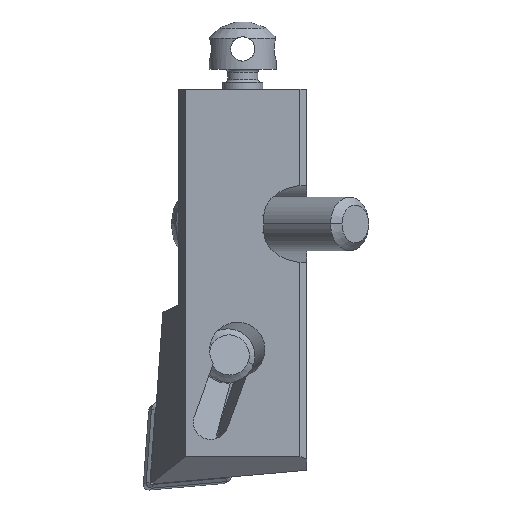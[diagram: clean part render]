
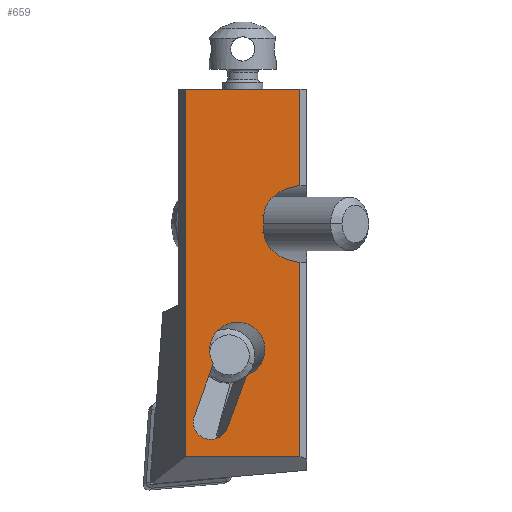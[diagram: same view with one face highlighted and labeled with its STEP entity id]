
A CAD part, front view. The second image highlights one B-rep face of the part: STEP entity #659.
In plain terms, the highlighted planar face has unit normal (0, -1, 0).
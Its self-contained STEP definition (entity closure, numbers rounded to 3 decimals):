
#659=ADVANCED_FACE('',(#957,#958),#868,.F.);
#868=PLANE('',#3894);
#957=FACE_BOUND('',#991,.T.);
#958=FACE_BOUND('',#992,.T.);
#991=EDGE_LOOP('',(#1234,#1235,#1236,#1237,#1238,#1239,#1240,#1241));
#992=EDGE_LOOP('',(#1242,#1243,#1244,#1245,#1246));
#1217=ELLIPSE('',#3889,6.364,4.5);
#1218=ELLIPSE('',#3890,6.364,4.5);
#1219=ELLIPSE('',#3891,2.647,2.6);
#1220=ELLIPSE('',#3892,4.135,4.063);
#1221=ELLIPSE('',#3893,4.135,4.063);
#1234=ORIENTED_EDGE('',*,*,#2663,.T.);
#1235=ORIENTED_EDGE('',*,*,#2664,.T.);
#1236=ORIENTED_EDGE('',*,*,#2665,.T.);
#1237=ORIENTED_EDGE('',*,*,#2666,.T.);
#1238=ORIENTED_EDGE('',*,*,#2667,.T.);
#1239=ORIENTED_EDGE('',*,*,#2668,.T.);
#1240=ORIENTED_EDGE('',*,*,#2669,.T.);
#1241=ORIENTED_EDGE('',*,*,#2670,.F.);
#1242=ORIENTED_EDGE('',*,*,#2671,.T.);
#1243=ORIENTED_EDGE('',*,*,#2672,.T.);
#1244=ORIENTED_EDGE('',*,*,#2673,.T.);
#1245=ORIENTED_EDGE('',*,*,#2674,.T.);
#1246=ORIENTED_EDGE('',*,*,#2675,.T.);
#2316=VERTEX_POINT('',#5427);
#2317=VERTEX_POINT('',#5428);
#2318=VERTEX_POINT('',#5430);
#2319=VERTEX_POINT('',#5432);
#2320=VERTEX_POINT('',#5434);
#2321=VERTEX_POINT('',#5436);
#2322=VERTEX_POINT('',#5438);
#2323=VERTEX_POINT('',#5440);
#2324=VERTEX_POINT('',#5443);
#2325=VERTEX_POINT('',#5444);
#2326=VERTEX_POINT('',#5446);
#2327=VERTEX_POINT('',#5448);
#2328=VERTEX_POINT('',#5450);
#2663=EDGE_CURVE('',#2316,#2317,#3204,.T.);
#2664=EDGE_CURVE('',#2317,#2318,#1217,.T.);
#2665=EDGE_CURVE('',#2318,#2319,#3205,.T.);
#2666=EDGE_CURVE('',#2319,#2320,#3206,.T.);
#2667=EDGE_CURVE('',#2320,#2321,#3207,.T.);
#2668=EDGE_CURVE('',#2321,#2322,#3208,.T.);
#2669=EDGE_CURVE('',#2322,#2323,#3209,.T.);
#2670=EDGE_CURVE('',#2316,#2323,#1218,.T.);
#2671=EDGE_CURVE('',#2324,#2325,#1219,.T.);
#2672=EDGE_CURVE('',#2325,#2326,#3210,.T.);
#2673=EDGE_CURVE('',#2326,#2327,#1220,.T.);
#2674=EDGE_CURVE('',#2327,#2328,#1221,.T.);
#2675=EDGE_CURVE('',#2328,#2324,#3211,.T.);
#3204=LINE('',#5426,#3464);
#3205=LINE('',#5431,#3465);
#3206=LINE('',#5433,#3466);
#3207=LINE('',#5435,#3467);
#3208=LINE('',#5437,#3468);
#3209=LINE('',#5439,#3469);
#3210=LINE('',#5445,#3470);
#3211=LINE('',#5451,#3471);
#3464=VECTOR('',#4343,1.);
#3465=VECTOR('',#4346,1.);
#3466=VECTOR('',#4347,1.);
#3467=VECTOR('',#4348,1.);
#3468=VECTOR('',#4349,1.);
#3469=VECTOR('',#4350,1.);
#3470=VECTOR('',#4355,1.);
#3471=VECTOR('',#4360,1.);
#3889=AXIS2_PLACEMENT_3D('',#5429,#4344,#4345);
#3890=AXIS2_PLACEMENT_3D('',#5441,#4351,#4352);
#3891=AXIS2_PLACEMENT_3D('',#5442,#4353,#4354);
#3892=AXIS2_PLACEMENT_3D('',#5447,#4356,#4357);
#3893=AXIS2_PLACEMENT_3D('',#5449,#4358,#4359);
#3894=AXIS2_PLACEMENT_3D('',#5452,#4361,#4362);
#4343=DIRECTION('',(0.,0.,1.));
#4344=DIRECTION('',(0.,1.,0.));
#4345=DIRECTION('',(-1.,0.,0.));
#4346=DIRECTION('',(0.,0.,1.));
#4347=DIRECTION('',(-1.,0.,0.));
#4348=DIRECTION('',(0.,0.,-1.));
#4349=DIRECTION('',(1.,0.,0.));
#4350=DIRECTION('',(0.,0.,1.));
#4351=DIRECTION('',(0.,-1.,0.));
#4352=DIRECTION('',(-1.,0.,0.));
#4353=DIRECTION('',(0.,1.,0.));
#4354=DIRECTION('',(-0.833,0.,-0.553));
#4355=DIRECTION('',(0.343,0.,0.939));
#4356=DIRECTION('',(0.,1.,0.));
#4357=DIRECTION('',(-0.833,0.,-0.553));
#4358=DIRECTION('',(0.,1.,0.));
#4359=DIRECTION('',(-0.833,0.,-0.553));
#4360=DIRECTION('',(-0.343,0.,-0.939));
#4361=DIRECTION('',(0.,1.,0.));
#4362=DIRECTION('',(0.,0.,-1.));
#5426=CARTESIAN_POINT('',(-6.364,0.,-21.25));
#5427=CARTESIAN_POINT('',(-6.364,0.,-21.25));
#5428=CARTESIAN_POINT('',(-6.364,0.,-18.75));
#5429=CARTESIAN_POINT('',(0.,0.,-18.75));
#5430=CARTESIAN_POINT('',(-1.,0.,-14.306));
#5431=CARTESIAN_POINT('',(-1.,0.,-14.306));
#5432=CARTESIAN_POINT('',(-1.,0.,0.));
#5433=CARTESIAN_POINT('',(-1.,0.,0.));
#5434=CARTESIAN_POINT('',(-17.966,0.,0.));
#5435=CARTESIAN_POINT('',(-17.966,0.,0.));
#5436=CARTESIAN_POINT('',(-17.966,0.,-54.527));
#5437=CARTESIAN_POINT('',(-17.966,0.,-54.527));
#5438=CARTESIAN_POINT('',(-1.,0.,-54.527));
#5439=CARTESIAN_POINT('',(-1.,0.,-54.527));
#5440=CARTESIAN_POINT('',(-1.,0.,-25.694));
#5441=CARTESIAN_POINT('',(0.,0.,-21.25));
#5442=CARTESIAN_POINT('',(-14.227,0.,-49.386));
#5443=CARTESIAN_POINT('',(-11.754,0.,-50.242));
#5444=CARTESIAN_POINT('',(-16.7,0.,-48.53));
#5445=CARTESIAN_POINT('',(-16.7,0.,-48.53));
#5446=CARTESIAN_POINT('',(-13.87,0.,-40.784));
#5447=CARTESIAN_POINT('',(-10.314,0.,-38.673));
#5448=CARTESIAN_POINT('',(-10.247,0.,-34.589));
#5449=CARTESIAN_POINT('',(-10.314,0.,-38.673));
#5450=CARTESIAN_POINT('',(-8.924,0.,-42.495));
#5451=CARTESIAN_POINT('',(-8.924,0.,-42.495));
#5452=CARTESIAN_POINT('',(-9.483,0.,-27.263));
